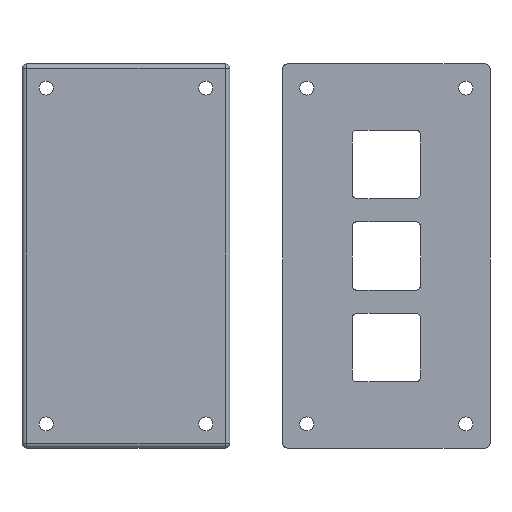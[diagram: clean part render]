
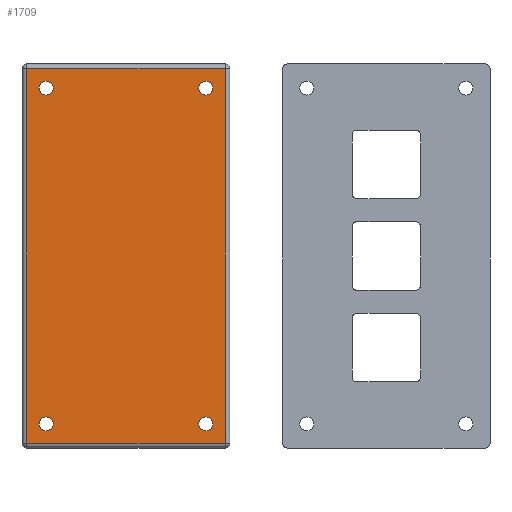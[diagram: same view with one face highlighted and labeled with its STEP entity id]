
A CAD part, front view. The second image highlights one B-rep face of the part: STEP entity #1709.
In plain terms, the highlighted planar face has unit normal (0, -1, 0).
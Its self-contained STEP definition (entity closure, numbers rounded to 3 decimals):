
#27=FACE_BOUND('',#210,.T.);
#28=FACE_BOUND('',#211,.T.);
#29=FACE_BOUND('',#212,.T.);
#30=FACE_BOUND('',#213,.T.);
#51=PLANE('',#1837);
#105=FACE_OUTER_BOUND('',#209,.T.);
#209=EDGE_LOOP('',(#1166,#1167,#1168,#1169));
#210=EDGE_LOOP('',(#1170));
#211=EDGE_LOOP('',(#1171));
#212=EDGE_LOOP('',(#1172));
#213=EDGE_LOOP('',(#1173));
#332=LINE('',#2636,#475);
#340=LINE('',#2672,#483);
#341=LINE('',#2676,#484);
#342=LINE('',#2677,#485);
#475=VECTOR('',#2050,10.);
#483=VECTOR('',#2078,10.);
#484=VECTOR('',#2083,10.);
#485=VECTOR('',#2084,10.);
#624=CIRCLE('',#1838,1.45);
#625=CIRCLE('',#1839,1.45);
#626=CIRCLE('',#1840,1.45);
#627=CIRCLE('',#1841,1.45);
#730=VERTEX_POINT('',#2633);
#731=VERTEX_POINT('',#2635);
#739=VERTEX_POINT('',#2671);
#740=VERTEX_POINT('',#2675);
#741=VERTEX_POINT('',#2678);
#742=VERTEX_POINT('',#2680);
#743=VERTEX_POINT('',#2682);
#744=VERTEX_POINT('',#2684);
#886=EDGE_CURVE('',#730,#731,#332,.T.);
#900=EDGE_CURVE('',#731,#739,#340,.T.);
#902=EDGE_CURVE('',#740,#730,#341,.T.);
#903=EDGE_CURVE('',#739,#740,#342,.T.);
#904=EDGE_CURVE('',#741,#741,#624,.T.);
#905=EDGE_CURVE('',#742,#742,#625,.T.);
#906=EDGE_CURVE('',#743,#743,#626,.T.);
#907=EDGE_CURVE('',#744,#744,#627,.T.);
#1166=ORIENTED_EDGE('',*,*,#886,.F.);
#1167=ORIENTED_EDGE('',*,*,#902,.F.);
#1168=ORIENTED_EDGE('',*,*,#903,.F.);
#1169=ORIENTED_EDGE('',*,*,#900,.F.);
#1170=ORIENTED_EDGE('',*,*,#904,.F.);
#1171=ORIENTED_EDGE('',*,*,#905,.F.);
#1172=ORIENTED_EDGE('',*,*,#906,.F.);
#1173=ORIENTED_EDGE('',*,*,#907,.F.);
#1709=ADVANCED_FACE('',(#105,#27,#28,#29,#30),#51,.F.);
#1837=AXIS2_PLACEMENT_3D('',#2674,#2081,#2082);
#1838=AXIS2_PLACEMENT_3D('',#2679,#2085,#2086);
#1839=AXIS2_PLACEMENT_3D('',#2681,#2087,#2088);
#1840=AXIS2_PLACEMENT_3D('',#2683,#2089,#2090);
#1841=AXIS2_PLACEMENT_3D('',#2685,#2091,#2092);
#2050=DIRECTION('',(1.,0.,0.));
#2078=DIRECTION('',(0.,0.,-1.));
#2081=DIRECTION('center_axis',(0.,1.,0.));
#2082=DIRECTION('ref_axis',(1.,0.,0.));
#2083=DIRECTION('',(0.,0.,1.));
#2084=DIRECTION('',(-1.,0.,0.));
#2085=DIRECTION('center_axis',(0.,-1.,0.));
#2086=DIRECTION('ref_axis',(1.,0.,0.));
#2087=DIRECTION('center_axis',(0.,-1.,0.));
#2088=DIRECTION('ref_axis',(1.,0.,0.));
#2089=DIRECTION('center_axis',(0.,-1.,0.));
#2090=DIRECTION('ref_axis',(1.,0.,0.));
#2091=DIRECTION('center_axis',(0.,-1.,0.));
#2092=DIRECTION('ref_axis',(1.,0.,0.));
#2633=CARTESIAN_POINT('',(-9.,0.,-8.));
#2635=CARTESIAN_POINT('',(32.1,0.,-8.));
#2636=CARTESIAN_POINT('',(0.775,0.,-8.));
#2671=CARTESIAN_POINT('',(32.1,0.,-85.6));
#2672=CARTESIAN_POINT('',(32.1,0.,-26.9));
#2674=CARTESIAN_POINT('Origin',(11.55,0.,-46.8));
#2675=CARTESIAN_POINT('',(-9.,0.,-85.6));
#2676=CARTESIAN_POINT('',(-9.,0.,-66.7));
#2677=CARTESIAN_POINT('',(22.325,0.,-85.6));
#2678=CARTESIAN_POINT('',(-6.45,0.,-12.));
#2679=CARTESIAN_POINT('Origin',(-5.,0.,-12.));
#2680=CARTESIAN_POINT('',(26.65,0.,-12.));
#2681=CARTESIAN_POINT('Origin',(28.1,0.,-12.));
#2682=CARTESIAN_POINT('',(-6.45,0.,-81.6));
#2683=CARTESIAN_POINT('Origin',(-5.,0.,-81.6));
#2684=CARTESIAN_POINT('',(26.65,0.,-81.6));
#2685=CARTESIAN_POINT('Origin',(28.1,0.,-81.6));
